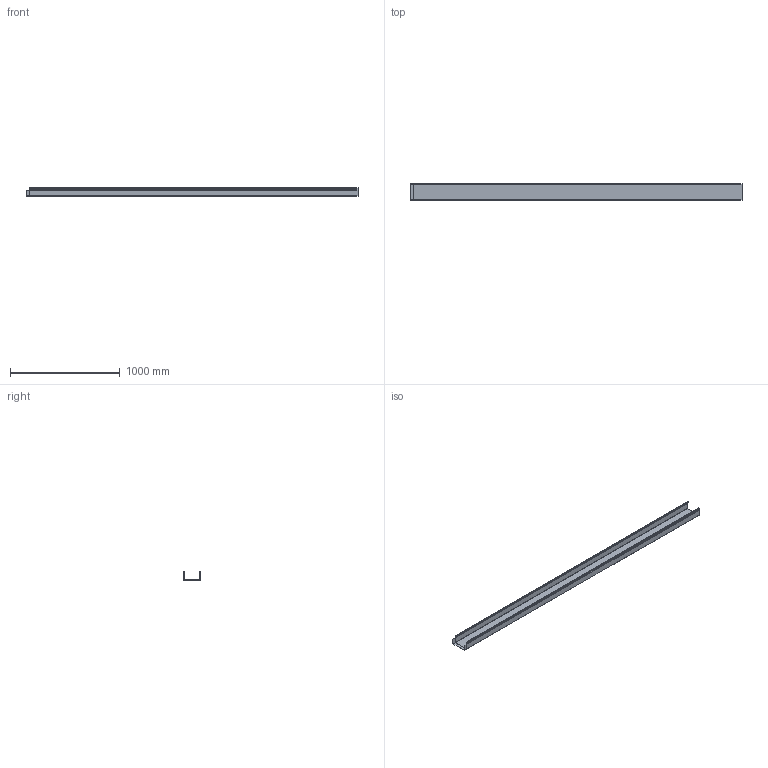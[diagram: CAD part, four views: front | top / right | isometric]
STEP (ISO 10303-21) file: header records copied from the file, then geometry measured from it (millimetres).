
FILE_DESCRIPTION(/* description */ (''),/* implementation_level */ '2;1');
FILE_NAME(/* name */ 'LG-346007.stp',/* time_stamp */ '2025-12-05T09:53:01+01:00',/* author */ ('mael.lecharpentier'),/* organization */ (''),/* preprocessor_version */ 'ST-DEVELOPER v20',/* originating_system */ 'AutoCAD Mechanical',/* authorisation */ '');
FILE_SCHEMA (('AUTOMOTIVE_DESIGN { 1 0 10303 214 3 1 1 }'));
Length unit declared in the file: millimetre
Products named in the file (1): Product
Bounding box: 3030 x 150 x 77.2 mm (x, y, z)
Volume: 698417.2 mm3; surface area: 2000827.7 mm2
Topology: 1 solids, 8 shells, 121 faces, 376 edges, 264 vertices
Faces by surface type: plane 59, cylinder 50, torus 8, cone 4
Entity records: 4278 total; most frequent: CARTESIAN_POINT 762, DIRECTION 755, ORIENTED_EDGE 693, EDGE_CURVE 376, VERTEX_POINT 264, AXIS2_PLACEMENT_3D 257, LINE 241, VECTOR 241
